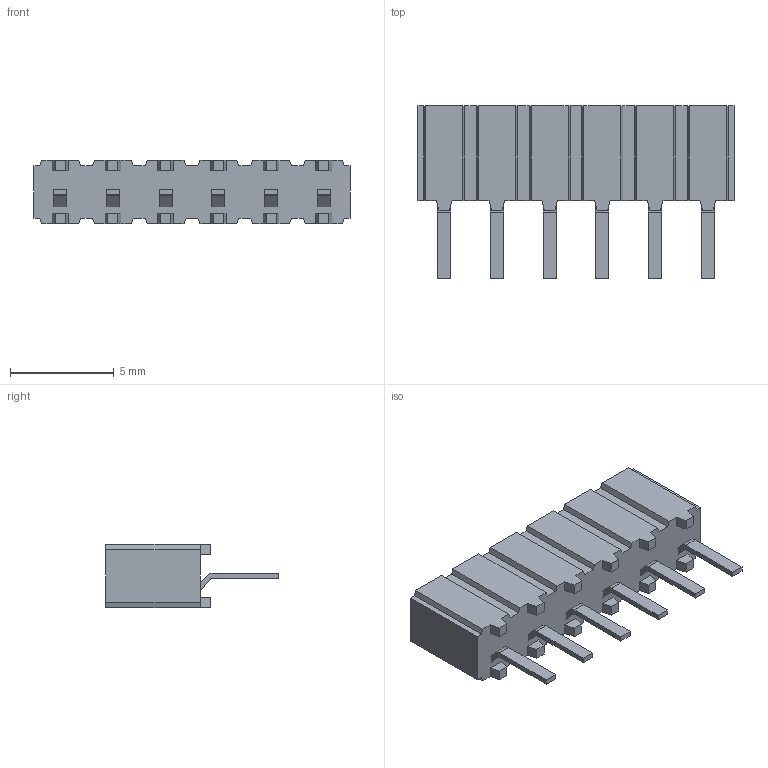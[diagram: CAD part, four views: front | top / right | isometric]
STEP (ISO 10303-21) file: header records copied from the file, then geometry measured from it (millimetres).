
FILE_DESCRIPTION(/* description */ ('STEP AP214'),/* implementation_level */ '2;1');
FILE_NAME(/* name */ 'CES-106-01-T-S',/* time_stamp */ '2025-10-20T17:55:53+02:00',/* author */ ('License CC BY-ND 4.0'),/* organization */ ('CADENAS'),/* preprocessor_version */ 'ST-DEVELOPER v19.3',/* originating_system */ 'PARTsolutions',/* authorisation */ ' ');
FILE_SCHEMA (('AUTOMOTIVE_DESIGN {1 0 10303 214 3 1 1}'));
Length unit declared in the file: inch
Products named in the file (4): CES-106-01-T-S; CES-106-01-S_socket; 010601TS; 010601TS2
Assembly tree (3 placements, depth 2):
  CES-106-01-T-S
    CES-106-01-S_socket
    010601TS
    010601TS2
Bounding box: 15.24 x 8.33 x 3.05 mm (x, y, z)
Volume: 308 mm3; surface area: 718.5 mm2
Topology: 3 solids, 3 shells, 228 faces, 612 edges, 408 vertices
Faces by surface type: plane 216, cylinder 12
Entity records: 7104 total; most frequent: CARTESIAN_POINT 1252, ORIENTED_EDGE 1224, DIRECTION 1100, EDGE_CURVE 612, LINE 588, VECTOR 588, VERTEX_POINT 408, AXIS2_PLACEMENT_3D 256
